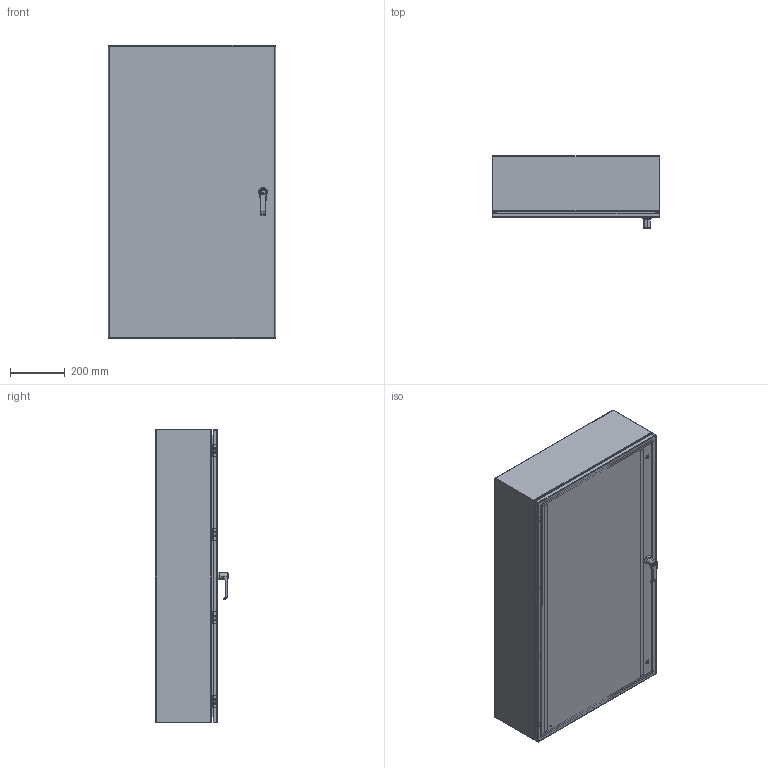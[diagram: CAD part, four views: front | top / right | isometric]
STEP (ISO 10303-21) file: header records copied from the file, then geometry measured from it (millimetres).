
FILE_DESCRIPTION (( 'STEP AP203' ), '1' );
FILE_NAME ('EN4SD42248GY_Default.step', '2019-11-14T21:02:03', ( '' ), ( '' ), 'SwSTEP 2.0', 'SolidWorks 2019', '' );
FILE_SCHEMA (( 'CONFIG_CONTROL_DESIGN' ));
Length unit declared in the file: inch
Products named in the file (1): EN4SD42248GY_Default
Bounding box: 609.6 x 263.32 x 1066.8 mm (x, y, z)
Volume: 4372659.8 mm3; surface area: 4772136.5 mm2
Topology: 53 solids, 54 shells, 1457 faces, 3407 edges, 2113 vertices
Faces by surface type: plane 632, cylinder 538, bspline 194, torus 48, cone 45
Entity records: 78267 total; most frequent: CARTESIAN_POINT 46189, ORIENTED_EDGE 6760, DIRECTION 6415, EDGE_CURVE 3380, AXIS2_PLACEMENT_3D 2328, VERTEX_POINT 2113, LINE 1759, VECTOR 1759
